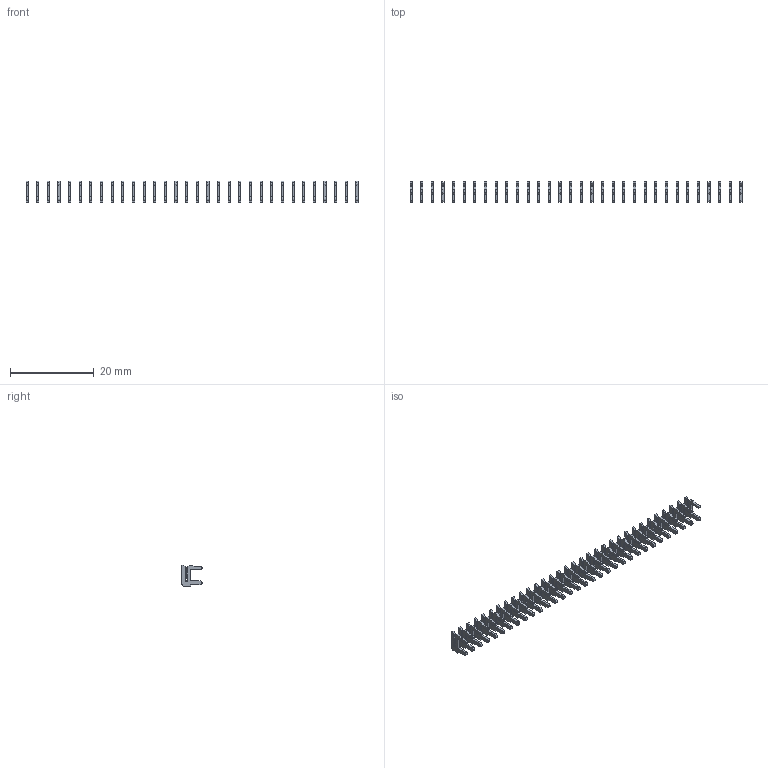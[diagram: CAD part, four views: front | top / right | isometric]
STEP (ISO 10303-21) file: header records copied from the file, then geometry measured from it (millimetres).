
FILE_DESCRIPTION (( 'STEP AP203' ), '1' );
FILE_NAME ('105-032-208-100.STEP', '2020-04-07T23:33:25', ( '' ), ( '' ), 'SwSTEP 2.0', 'SolidWorks 2016', '' );
FILE_SCHEMA (( 'CONFIG_CONTROL_DESIGN' ));
Length unit declared in the file: inch
Products named in the file (2): 105-032-208-100; 100-290-001_100-290-208
Assembly tree (32 placements, depth 2):
  105-032-208-100
    100-290-001_100-290-208  x32
Bounding box: 79.25 x 4.83 x 5.17 mm (x, y, z)
Volume: 220.2 mm3; surface area: 1359.9 mm2
Topology: 32 solids, 32 shells, 800 faces, 2208 edges, 1472 vertices
Faces by surface type: plane 704, cylinder 96
Entity records: 1981 total; most frequent: DIRECTION 195, CARTESIAN_POINT 175, ORIENTED_EDGE 138, DATE_AND_TIME 74, CALENDAR_DATE 74, COORDINATED_UNIVERSAL_TIME_OFFSET 74, LOCAL_TIME 74, EDGE_CURVE 69
